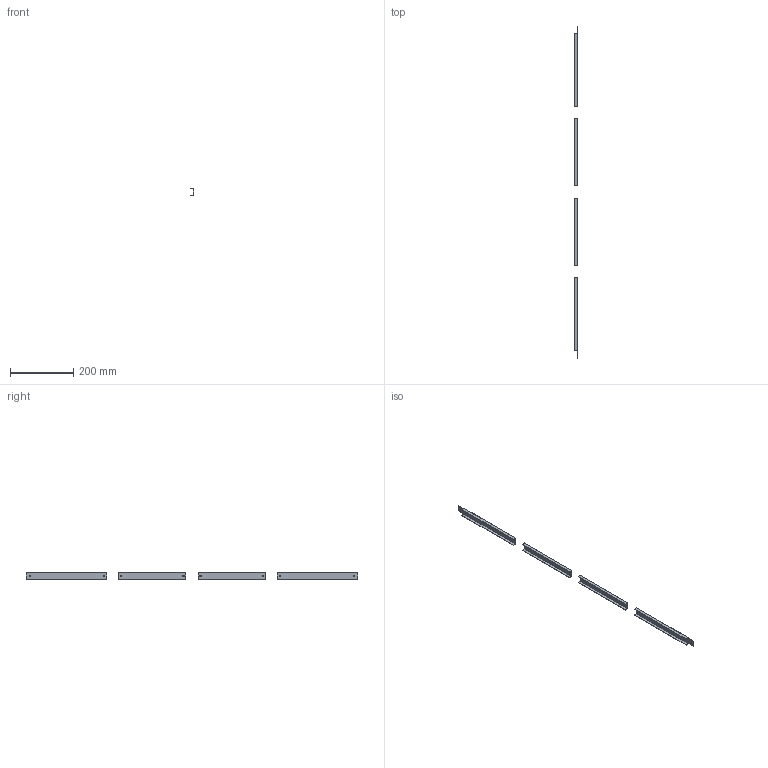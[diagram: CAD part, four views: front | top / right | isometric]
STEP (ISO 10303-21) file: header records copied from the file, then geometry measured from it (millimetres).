
FILE_DESCRIPTION((''),'2;1');
FILE_NAME('CP-BH-4_ASM','2023-02-07T13:28:09',('klemen.sitar'),('Audax d.o.o.'),'CREO PARAMETRIC BY PTC INC, 2021304','CREO PARAMETRIC BY PTC INC, 2021304','');
FILE_SCHEMA(('AP242_MANAGED_MODEL_BASED_3D_ENGINEERING_MIM_LF { 1 0 10303 442 1 1 4 }'));
Length unit declared in the file: millimetre
Products named in the file (3): 001340200_CP_BH_2; PRT0009; CP-BH-4_ASM
Assembly tree (4 placements, depth 2):
  CP-BH-4_ASM
    001340200_CP_BH_2  x2
    PRT0009  x2
Bounding box: 10 x 1047 x 23.5 mm (x, y, z)
Volume: 37607 mm3; surface area: 77512.5 mm2
Topology: 4 solids, 4 shells, 64 faces, 186 edges, 148 vertices
Faces by surface type: plane 48, cylinder 16
Entity records: 2175 total; most frequent: CARTESIAN_POINT 203, DIRECTION 199, COLOUR_RGB 194, ORIENTED_EDGE 168, PRESENTATION_STYLE_ASSIGNMENT 129, STYLED_ITEM 129, CURVE_STYLE 95, EDGE_CURVE 84
